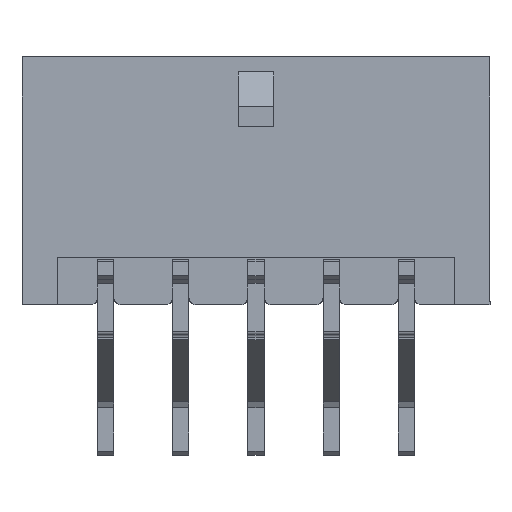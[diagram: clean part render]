
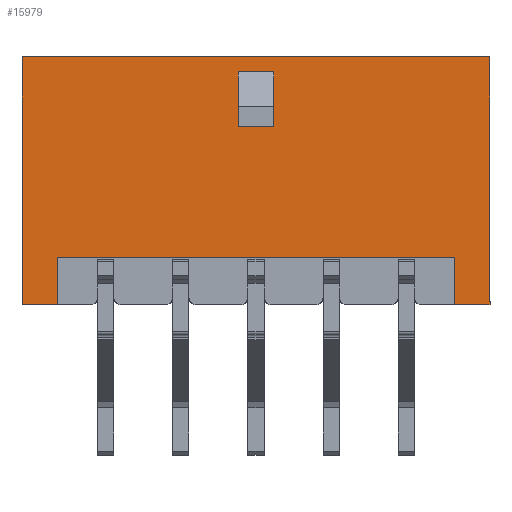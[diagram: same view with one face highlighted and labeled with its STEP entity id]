
A CAD part, top view. The second image highlights one B-rep face of the part: STEP entity #15979.
In plain terms, the highlighted face is planar.
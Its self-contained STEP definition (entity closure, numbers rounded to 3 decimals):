
#1145=ORIENTED_EDGE('',*,*,#4016,.F.);
#1146=ORIENTED_EDGE('',*,*,#4334,.F.);
#1147=ORIENTED_EDGE('',*,*,#4335,.T.);
#1148=ORIENTED_EDGE('',*,*,#4336,.T.);
#1149=ORIENTED_EDGE('',*,*,#4337,.F.);
#1150=ORIENTED_EDGE('',*,*,#4338,.F.);
#1151=ORIENTED_EDGE('',*,*,#4011,.F.);
#1152=ORIENTED_EDGE('',*,*,#4014,.F.);
#1153=ORIENTED_EDGE('',*,*,#3975,.T.);
#1154=ORIENTED_EDGE('',*,*,#3982,.T.);
#1155=ORIENTED_EDGE('',*,*,#3971,.F.);
#1156=ORIENTED_EDGE('',*,*,#3980,.F.);
#3971=EDGE_CURVE('',#5651,#5652,#6758,.T.);
#3975=EDGE_CURVE('',#5655,#5656,#6762,.T.);
#3980=EDGE_CURVE('',#5655,#5651,#6767,.T.);
#3982=EDGE_CURVE('',#5656,#5652,#6769,.T.);
#4011=EDGE_CURVE('',#5681,#5682,#6788,.T.);
#4014=EDGE_CURVE('',#5683,#5681,#6791,.T.);
#4016=EDGE_CURVE('',#5684,#5683,#6793,.T.);
#4334=EDGE_CURVE('',#5901,#5684,#7097,.T.);
#4335=EDGE_CURVE('',#5901,#5902,#7098,.T.);
#4336=EDGE_CURVE('',#5902,#5903,#7099,.T.);
#4337=EDGE_CURVE('',#5904,#5903,#7100,.T.);
#4338=EDGE_CURVE('',#5682,#5904,#7101,.T.);
#5651=VERTEX_POINT('',#21084);
#5652=VERTEX_POINT('',#21085);
#5655=VERTEX_POINT('',#21093);
#5656=VERTEX_POINT('',#21094);
#5681=VERTEX_POINT('',#21160);
#5682=VERTEX_POINT('',#21161);
#5683=VERTEX_POINT('',#21166);
#5684=VERTEX_POINT('',#21170);
#5901=VERTEX_POINT('',#21791);
#5902=VERTEX_POINT('',#21793);
#5903=VERTEX_POINT('',#21795);
#5904=VERTEX_POINT('',#21797);
#6758=LINE('',#21083,#8333);
#6762=LINE('',#21092,#8337);
#6767=LINE('',#21102,#8342);
#6769=LINE('',#21106,#8344);
#6788=LINE('',#21159,#8363);
#6791=LINE('',#21165,#8366);
#6793=LINE('',#21169,#8368);
#7097=LINE('',#21790,#8672);
#7098=LINE('',#21792,#8673);
#7099=LINE('',#21794,#8674);
#7100=LINE('',#21796,#8675);
#7101=LINE('',#21798,#8676);
#8333=VECTOR('',#17720,1000.);
#8337=VECTOR('',#17726,1000.);
#8342=VECTOR('',#17733,1000.);
#8344=VECTOR('',#17739,1000.);
#8363=VECTOR('',#17782,1000.);
#8366=VECTOR('',#17787,1000.);
#8368=VECTOR('',#17791,1000.);
#8672=VECTOR('',#18295,1000.);
#8673=VECTOR('',#18296,1000.);
#8674=VECTOR('',#18297,1000.);
#8675=VECTOR('',#18298,1000.);
#8676=VECTOR('',#18299,1000.);
#9709=EDGE_LOOP('',(#1145,#1146,#1147,#1148,#1149,#1150,#1151,#1152));
#9710=EDGE_LOOP('',(#1153,#1154,#1155,#1156));
#10364=FACE_BOUND('',#9709,.T.);
#10365=FACE_BOUND('',#9710,.T.);
#11009=PLANE('',#16642);
#15979=ADVANCED_FACE('',(#10364,#10365),#11009,.T.);
#16642=AXIS2_PLACEMENT_3D('',#21789,#18293,#18294);
#17720=DIRECTION('',(0.,0.,1.));
#17726=DIRECTION('',(0.,0.,1.));
#17733=DIRECTION('',(0.,-1.,0.));
#17739=DIRECTION('',(0.,-1.,0.));
#17782=DIRECTION('',(0.,0.,-1.));
#17787=DIRECTION('',(0.,1.,0.));
#17791=DIRECTION('',(0.,0.,1.));
#18293=DIRECTION('',(-1.,0.,0.));
#18294=DIRECTION('',(0.,0.,1.));
#18295=DIRECTION('',(0.,1.,0.));
#18296=DIRECTION('',(0.,0.,1.));
#18297=DIRECTION('',(0.,1.,0.));
#18298=DIRECTION('',(0.,0.,1.));
#18299=DIRECTION('',(0.,1.,0.));
#21083=CARTESIAN_POINT('',(-3.43,-0.7,2.15));
#21084=CARTESIAN_POINT('',(-3.43,-0.7,2.15));
#21085=CARTESIAN_POINT('',(-3.43,-0.7,4.35));
#21092=CARTESIAN_POINT('',(-3.43,0.7,2.15));
#21093=CARTESIAN_POINT('',(-3.43,0.7,2.15));
#21094=CARTESIAN_POINT('',(-3.43,0.7,4.35));
#21102=CARTESIAN_POINT('',(-3.43,0.7,2.15));
#21106=CARTESIAN_POINT('',(-3.43,0.7,4.35));
#21159=CARTESIAN_POINT('',(-3.43,7.95,-3.05));
#21160=CARTESIAN_POINT('',(-3.43,7.95,-3.05));
#21161=CARTESIAN_POINT('',(-3.43,7.95,-4.95));
#21165=CARTESIAN_POINT('',(-3.43,-7.95,-3.05));
#21166=CARTESIAN_POINT('',(-3.43,-7.95,-3.05));
#21169=CARTESIAN_POINT('',(-3.43,-7.95,-4.95));
#21170=CARTESIAN_POINT('',(-3.43,-7.95,-4.95));
#21789=CARTESIAN_POINT('',(-3.43,-9.35,-4.95));
#21790=CARTESIAN_POINT('',(-3.43,-9.35,-4.95));
#21791=CARTESIAN_POINT('',(-3.43,-9.35,-4.95));
#21792=CARTESIAN_POINT('',(-3.43,-9.35,-4.95));
#21793=CARTESIAN_POINT('',(-3.43,-9.35,4.95));
#21794=CARTESIAN_POINT('',(-3.43,-9.35,4.95));
#21795=CARTESIAN_POINT('',(-3.43,9.35,4.95));
#21796=CARTESIAN_POINT('',(-3.43,9.35,-4.95));
#21797=CARTESIAN_POINT('',(-3.43,9.35,-4.95));
#21798=CARTESIAN_POINT('',(-3.43,-9.35,-4.95));
